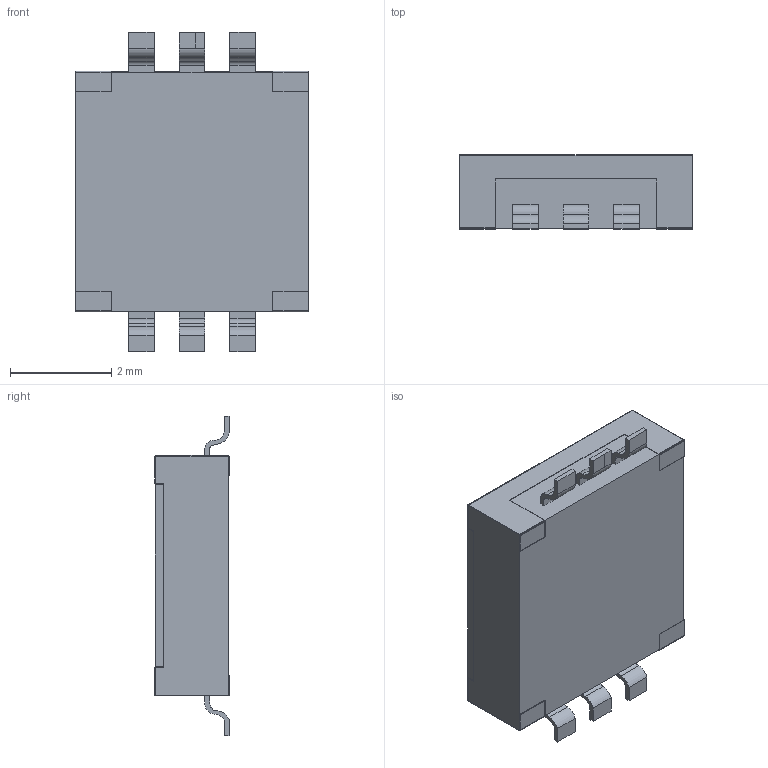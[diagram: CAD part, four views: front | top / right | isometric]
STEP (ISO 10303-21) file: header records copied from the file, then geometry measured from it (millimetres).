
FILE_DESCRIPTION(/* description */ (''),/* implementation_level */ '2;1');
FILE_NAME(/* name */ 'CVS-03B v9.step',/* time_stamp */ '2021-02-13T19:04:25-08:00',/* author */ (''),/* organization */ (''),/* preprocessor_version */ 'ST-DEVELOPER v18.1',/* originating_system */ 'Autodesk Translation Framework v9.7.1.1290',/* authorisation */ '');
FILE_SCHEMA (('AUTOMOTIVE_DESIGN { 1 0 10303 214 3 1 1 }'));
Length unit declared in the file: millimetre
Products named in the file (1): CVS-03B
Bounding box: 4.6 x 1.47 x 6.32 mm (x, y, z)
Volume: 29.8 mm3; surface area: 144.6 mm2
Topology: 17 solids, 17 shells, 344 faces, 805 edges, 506 vertices
Faces by surface type: plane 282, cylinder 62
Entity records: 9683 total; most frequent: CARTESIAN_POINT 1658, ORIENTED_EDGE 1610, DIRECTION 1606, EDGE_CURVE 805, LINE 692, VECTOR 692, VERTEX_POINT 506, AXIS2_PLACEMENT_3D 457
